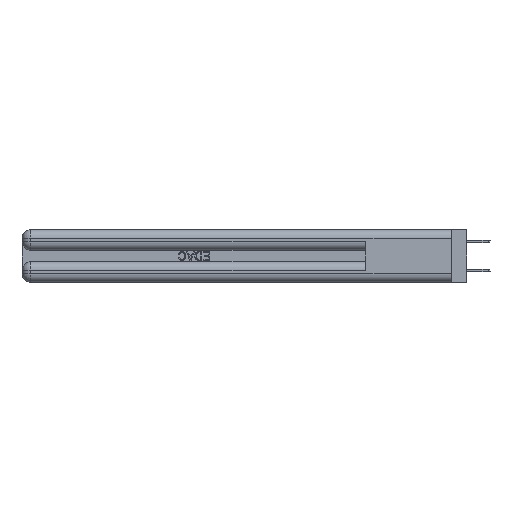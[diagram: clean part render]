
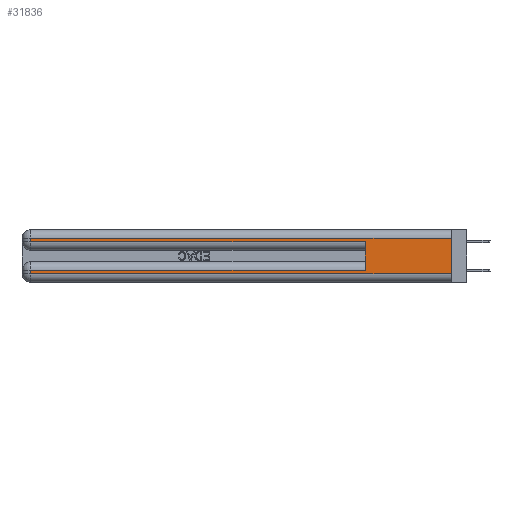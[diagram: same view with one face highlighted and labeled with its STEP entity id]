
A CAD part, left-side view. The second image highlights one B-rep face of the part: STEP entity #31836.
In plain terms, the highlighted planar face has unit normal (-1, 0, 0).
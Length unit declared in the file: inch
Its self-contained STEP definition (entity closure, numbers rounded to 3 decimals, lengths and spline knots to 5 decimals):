
#432 = VECTOR ( 'NONE', #35544, 39.37008 ) ;
#504 = EDGE_LOOP ( 'NONE', ( #5990, #24052, #33225, #13899, #18602, #33441, #22955, #26366 ) ) ;
#618 = LINE ( 'NONE', #1462, #23774 ) ;
#1462 = CARTESIAN_POINT ( 'NONE',  ( 0., 0.6, 0.145 ) ) ;
#2036 = VERTEX_POINT ( 'NONE', #13997 ) ;
#3399 = CARTESIAN_POINT ( 'NONE',  ( 0., 0., 0.37 ) ) ;
#3789 = CARTESIAN_POINT ( 'NONE',  ( 0., 0., 0.06 ) ) ;
#3917 = LINE ( 'NONE', #27338, #19043 ) ;
#3921 = VECTOR ( 'NONE', #23767, 39.37008 ) ;
#4477 = CARTESIAN_POINT ( 'NONE',  ( 0., 0., 0.37 ) ) ;
#4936 = VERTEX_POINT ( 'NONE', #18824 ) ;
#5242 = VERTEX_POINT ( 'NONE', #20504 ) ;
#5990 = ORIENTED_EDGE ( 'NONE', *, *, #8611, .F. ) ;
#6417 = DIRECTION ( 'NONE',  ( 0., 0., -1. ) ) ;
#6650 = EDGE_CURVE ( 'NONE', #2036, #17463, #14527, .T. ) ;
#6883 = VERTEX_POINT ( 'NONE', #19881 ) ;
#8421 = LINE ( 'NONE', #23496, #432 ) ;
#8611 = EDGE_CURVE ( 'NONE', #4936, #17463, #36549, .T. ) ;
#10022 = DIRECTION ( 'NONE',  ( 0., -1., 0. ) ) ;
#12297 = CARTESIAN_POINT ( 'NONE',  ( 0., 2.94, 0.085 ) ) ;
#13346 = FACE_OUTER_BOUND ( 'NONE', #504, .T. ) ;
#13899 = ORIENTED_EDGE ( 'NONE', *, *, #36991, .T. ) ;
#13997 = CARTESIAN_POINT ( 'NONE',  ( 0., 2.94, 0.06 ) ) ;
#14185 = EDGE_CURVE ( 'NONE', #6883, #20708, #29477, .T. ) ;
#14204 = AXIS2_PLACEMENT_3D ( 'NONE', #3399, #24560, #6417 ) ;
#14527 = LINE ( 'NONE', #21609, #28720 ) ;
#15275 = DIRECTION ( 'NONE',  ( 0., 1., 0. ) ) ;
#15385 = EDGE_CURVE ( 'NONE', #5242, #38155, #3917, .T. ) ;
#15390 = PLANE ( 'NONE',  #14204 ) ;
#16489 = DIRECTION ( 'NONE',  ( 0., 0., 1. ) ) ;
#17463 = VERTEX_POINT ( 'NONE', #3789 ) ;
#17725 = VECTOR ( 'NONE', #10022, 39.37008 ) ;
#18602 = ORIENTED_EDGE ( 'NONE', *, *, #24998, .F. ) ;
#18824 = CARTESIAN_POINT ( 'NONE',  ( 0., 0., 0.31 ) ) ;
#19043 = VECTOR ( 'NONE', #15275, 39.37008 ) ;
#19881 = CARTESIAN_POINT ( 'NONE',  ( 0., 2.94, 0.31 ) ) ;
#20504 = CARTESIAN_POINT ( 'NONE',  ( 0., 0.6, 0.085 ) ) ;
#20525 = VECTOR ( 'NONE', #37692, 39.37008 ) ;
#20692 = CARTESIAN_POINT ( 'NONE',  ( 0., 2.94, 0.37 ) ) ;
#20708 = VERTEX_POINT ( 'NONE', #34892 ) ;
#20925 = LINE ( 'NONE', #20692, #3921 ) ;
#21609 = CARTESIAN_POINT ( 'NONE',  ( 0., 0., 0.06 ) ) ;
#22955 = ORIENTED_EDGE ( 'NONE', *, *, #31636, .T. ) ;
#23455 = VERTEX_POINT ( 'NONE', #35387 ) ;
#23496 = CARTESIAN_POINT ( 'NONE',  ( 0., 0., 0.31 ) ) ;
#23767 = DIRECTION ( 'NONE',  ( 0., 0., -1. ) ) ;
#23774 = VECTOR ( 'NONE', #16489, 39.37008 ) ;
#24052 = ORIENTED_EDGE ( 'NONE', *, *, #34936, .T. ) ;
#24560 = DIRECTION ( 'NONE',  ( 1., 0., 0. ) ) ;
#24998 = EDGE_CURVE ( 'NONE', #5242, #23455, #618, .T. ) ;
#25305 = DIRECTION ( 'NONE',  ( 0., 0., -1. ) ) ;
#26366 = ORIENTED_EDGE ( 'NONE', *, *, #6650, .T. ) ;
#27338 = CARTESIAN_POINT ( 'NONE',  ( 0., 0., 0.085 ) ) ;
#28195 = CARTESIAN_POINT ( 'NONE',  ( 0., 2.94, 0.37 ) ) ;
#28720 = VECTOR ( 'NONE', #33713, 39.37008 ) ;
#29477 = LINE ( 'NONE', #28195, #36520 ) ;
#31636 = EDGE_CURVE ( 'NONE', #38155, #2036, #20925, .T. ) ;
#31836 = ADVANCED_FACE ( 'NONE', ( #13346 ), #15390, .F. ) ;
#33225 = ORIENTED_EDGE ( 'NONE', *, *, #14185, .T. ) ;
#33441 = ORIENTED_EDGE ( 'NONE', *, *, #15385, .T. ) ;
#33713 = DIRECTION ( 'NONE',  ( 0., -1., 0. ) ) ;
#33755 = LINE ( 'NONE', #37155, #17725 ) ;
#34892 = CARTESIAN_POINT ( 'NONE',  ( 0., 2.94, 0.285 ) ) ;
#34936 = EDGE_CURVE ( 'NONE', #4936, #6883, #8421, .T. ) ;
#35387 = CARTESIAN_POINT ( 'NONE',  ( 0., 0.6, 0.285 ) ) ;
#35544 = DIRECTION ( 'NONE',  ( 0., 1., 0. ) ) ;
#36520 = VECTOR ( 'NONE', #25305, 39.37008 ) ;
#36549 = LINE ( 'NONE', #4477, #20525 ) ;
#36991 = EDGE_CURVE ( 'NONE', #20708, #23455, #33755, .T. ) ;
#37155 = CARTESIAN_POINT ( 'NONE',  ( 0., 0., 0.285 ) ) ;
#37692 = DIRECTION ( 'NONE',  ( 0., 0., -1. ) ) ;
#38155 = VERTEX_POINT ( 'NONE', #12297 ) ;
